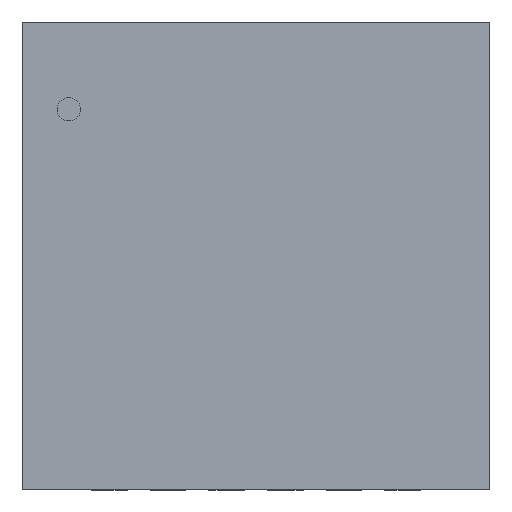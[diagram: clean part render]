
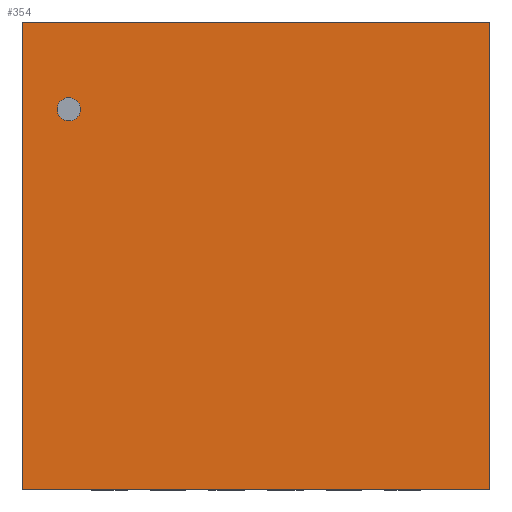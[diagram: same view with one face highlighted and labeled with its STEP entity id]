
A CAD part, top view. The second image highlights one B-rep face of the part: STEP entity #354.
In plain terms, the highlighted planar face has unit normal (0, 0, 1).
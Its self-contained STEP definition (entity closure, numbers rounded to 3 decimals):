
#145 = CARTESIAN_POINT ( 'NONE',  ( -1.994, -1.994, 1.397 ) ) ;
#209 = EDGE_CURVE ( 'NONE', #3588, #3578, #2658, .T. ) ;
#354 = ADVANCED_FACE ( 'NONE', ( #1792 ), #3098, .T. ) ;
#528 = ORIENTED_EDGE ( 'NONE', *, *, #753, .F. ) ;
#573 = CARTESIAN_POINT ( 'NONE',  ( 1.994, 1.994, 1.397 ) ) ;
#753 = EDGE_CURVE ( 'NONE', #3345, #1177, #4185, .T. ) ;
#1177 = VERTEX_POINT ( 'NONE', #573 ) ;
#1182 = DIRECTION ( 'NONE',  ( 0., -1., 0. ) ) ;
#1551 = ORIENTED_EDGE ( 'NONE', *, *, #4327, .F. ) ;
#1756 = EDGE_CURVE ( 'NONE', #3578, #3345, #2469, .T. ) ;
#1792 = FACE_OUTER_BOUND ( 'NONE', #1826, .T. ) ;
#1793 = VECTOR ( 'NONE', #1182, 1000. ) ;
#1826 = EDGE_LOOP ( 'NONE', ( #528, #2640, #2316, #1551 ) ) ;
#1845 = VECTOR ( 'NONE', #2533, 1000. ) ;
#1879 = CARTESIAN_POINT ( 'NONE',  ( 1.994, -1.994, 1.397 ) ) ;
#1897 = LINE ( 'NONE', #1879, #1793 ) ;
#2117 = CARTESIAN_POINT ( 'NONE',  ( -1.994, 1.994, 1.397 ) ) ;
#2316 = ORIENTED_EDGE ( 'NONE', *, *, #209, .F. ) ;
#2400 = AXIS2_PLACEMENT_3D ( 'NONE', #3867, #2495, #2426 ) ;
#2426 = DIRECTION ( 'NONE',  ( 1., 0., 0. ) ) ;
#2469 = LINE ( 'NONE', #2608, #3277 ) ;
#2495 = DIRECTION ( 'NONE',  ( 0., 0., 1. ) ) ;
#2533 = DIRECTION ( 'NONE',  ( -1., 0., 0. ) ) ;
#2608 = CARTESIAN_POINT ( 'NONE',  ( -1.994, 1.994, 1.397 ) ) ;
#2640 = ORIENTED_EDGE ( 'NONE', *, *, #1756, .F. ) ;
#2658 = LINE ( 'NONE', #145, #1845 ) ;
#2867 = CARTESIAN_POINT ( 'NONE',  ( 1.994, 1.994, 1.397 ) ) ;
#3098 = PLANE ( 'NONE',  #2400 ) ;
#3277 = VECTOR ( 'NONE', #3642, 1000. ) ;
#3285 = CARTESIAN_POINT ( 'NONE',  ( -1.994, -1.994, 1.397 ) ) ;
#3345 = VERTEX_POINT ( 'NONE', #2117 ) ;
#3539 = DIRECTION ( 'NONE',  ( 1., 0., 0. ) ) ;
#3578 = VERTEX_POINT ( 'NONE', #3285 ) ;
#3588 = VERTEX_POINT ( 'NONE', #3632 ) ;
#3632 = CARTESIAN_POINT ( 'NONE',  ( 1.994, -1.994, 1.397 ) ) ;
#3642 = DIRECTION ( 'NONE',  ( 0., 1., 0. ) ) ;
#3867 = CARTESIAN_POINT ( 'NONE',  ( -1.994, -1.994, 1.397 ) ) ;
#4083 = VECTOR ( 'NONE', #3539, 1000. ) ;
#4185 = LINE ( 'NONE', #2867, #4083 ) ;
#4327 = EDGE_CURVE ( 'NONE', #1177, #3588, #1897, .T. ) ;
